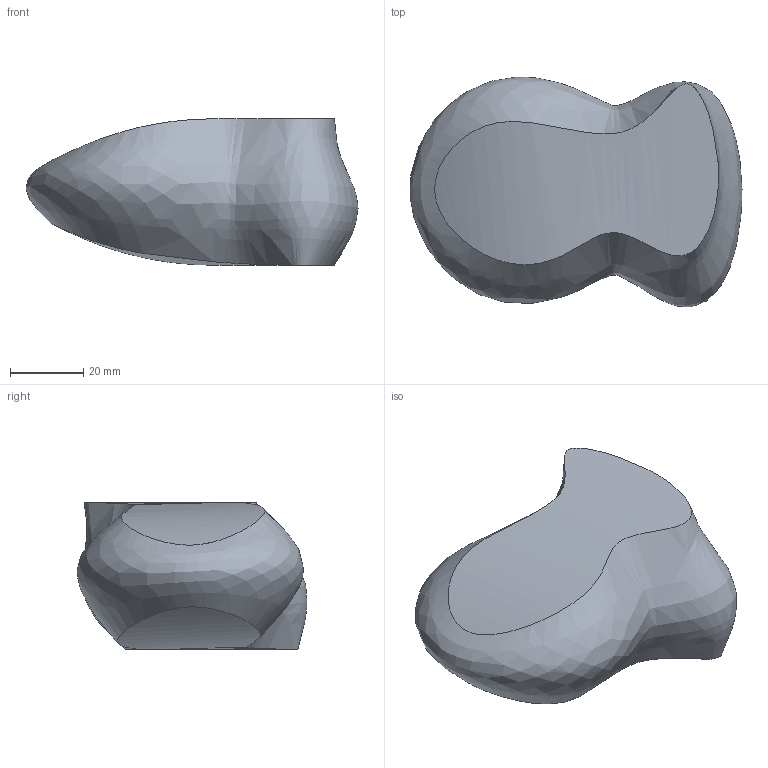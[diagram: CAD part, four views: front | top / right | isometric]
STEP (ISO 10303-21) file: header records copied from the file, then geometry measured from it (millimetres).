
FILE_DESCRIPTION(/* description */ (''),/* implementation_level */ '2;1');
FILE_NAME(/* name */ 'testVol',/* time_stamp */ '2019-12-06T13:42:04-05:00',/* author */ (''),/* organization */ (''),/* preprocessor_version */ 'ST-DEVELOPER v16.5',/* originating_system */ '',/* authorisation */ '');
FILE_SCHEMA (('AUTOMOTIVE_DESIGN'));
Length unit declared in the file: millimetre
Products named in the file (1): Document
Bounding box: 90.87 x 62.84 x 40.16 mm (x, y, z)
Volume: 136506.9 mm3; surface area: 15100.8 mm2
Topology: 1 solids, 1 shells, 3 faces, 9 edges, 4 vertices
Faces by surface type: bspline 3
Entity records: 2124 total; most frequent: CARTESIAN_POINT 2063, ORIENTED_EDGE 10, EDGE_CURVE 5, B_SPLINE_CURVE_WITH_KNOTS 5, VERTEX_POINT 4, DIRECTION 4, ADVANCED_FACE 3, FACE_OUTER_BOUND 3
